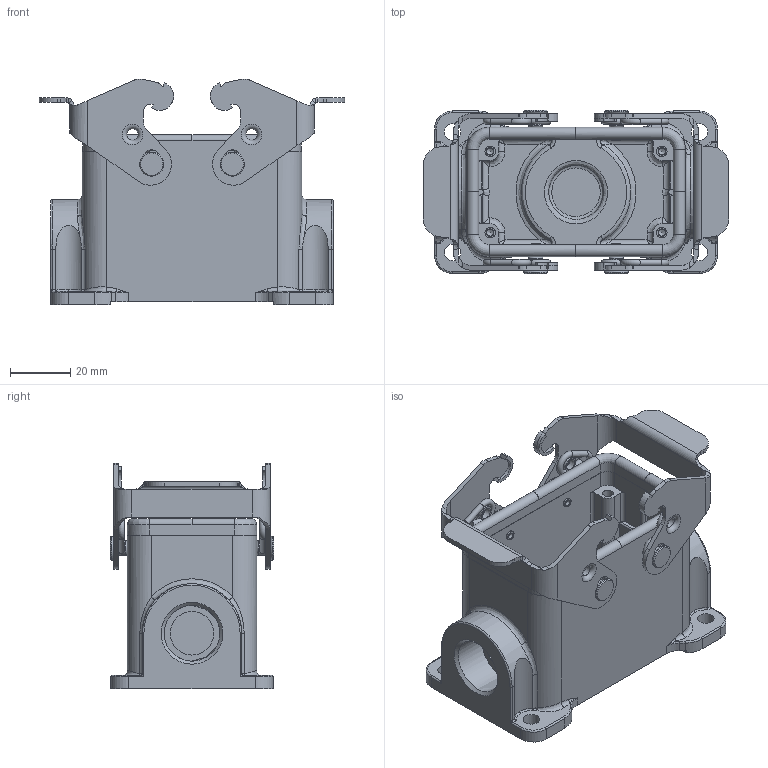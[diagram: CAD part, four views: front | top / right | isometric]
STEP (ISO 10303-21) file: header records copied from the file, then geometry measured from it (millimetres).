
FILE_DESCRIPTION(/* description */ (''),/* implementation_level */ '2;1');
FILE_NAME(/* name */ 'C146_10N010_501_1.stp',/* time_stamp */ '2016-10-27T15:17:20+02:00',/* author */ (''),/* organization */ (''),/* preprocessor_version */ 'ST-DEVELOPER v15',/* originating_system */ 'SIEMENS PLM Software NX 9.0',/* authorisation */ '');
FILE_SCHEMA (('CONFIG_CONTROL_DESIGN'));
Length unit declared in the file: millimetre
Products named in the file (1): c3d-c146 10n010 501 1nxm001-01
Bounding box: 101.4 x 54.4 x 75.06 mm (x, y, z)
Volume: 83967 mm3; surface area: 48239.6 mm2
Topology: 1 solids, 4 shells, 705 faces, 1836 edges, 1128 vertices
Faces by surface type: plane 258, cylinder 231, bspline 141, torus 40, cone 30, revolution 4, extrusion 1
Full cylindrical faces by diameter (mm): 2.1 x4, 2.5 x4, 2.95 x4, 3 x4, 3.5 x4, 3.8 x4, 4.8 x4, 4.9 x4, 5.5 x4, 6 x1, 8 x4, 14.5 x2, 18.5 x1, 30 x1
Entity records: 26408 total; most frequent: CARTESIAN_POINT 10811, ORIENTED_EDGE 3334, DIRECTION 2991, EDGE_CURVE 1667, AXIS2_PLACEMENT_3D 1158, VERTEX_POINT 1083, EDGE_LOOP 848, ADVANCED_FACE 704
